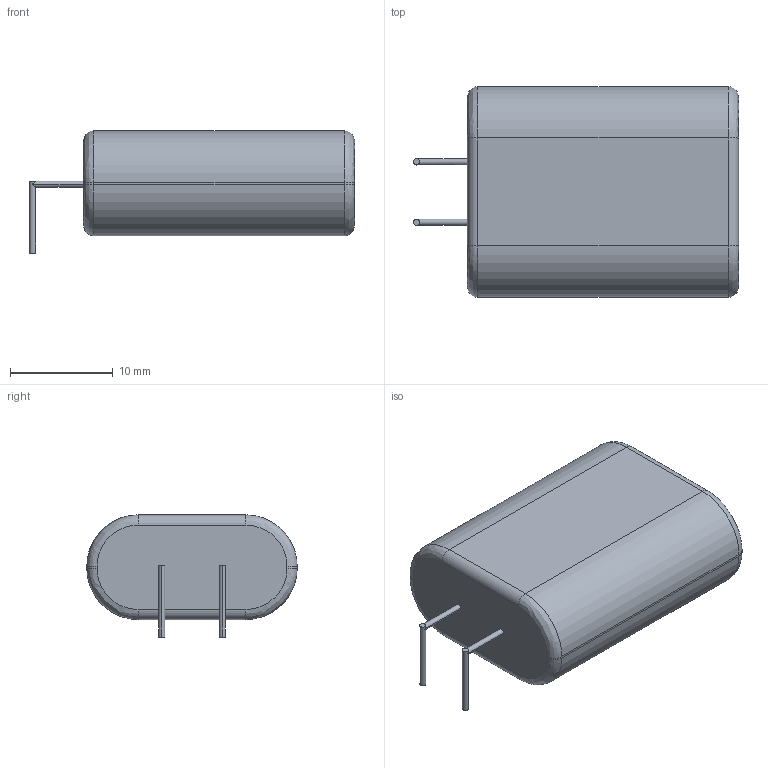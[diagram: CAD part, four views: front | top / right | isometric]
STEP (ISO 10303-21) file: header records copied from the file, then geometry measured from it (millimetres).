
FILE_DESCRIPTION(('FreeCAD Model'),'2;1');
FILE_NAME('Open CASCADE Shape Model','2024-03-22T01:41:07',(''),(''), 'Open CASCADE STEP processor 7.6','FreeCAD','Unknown');
FILE_SCHEMA(('AUTOMOTIVE_DESIGN { 1 0 10303 214 1 1 1 1 }'));
Length unit declared in the file: millimetre
Products named in the file (1): Battery_Supercap_5v_5F
Bounding box: 31.66 x 20.5 x 11.9 mm (x, y, z)
Volume: 4938.4 mm3; surface area: 1767.7 mm2
Topology: 1 solids, 1 shells, 38 faces, 84 edges, 50 vertices
Faces by surface type: cylinder 20, plane 10, bspline 8
Entity records: 1217 total; most frequent: CARTESIAN_POINT 391, ORIENTED_EDGE 168, DIRECTION 166, EDGE_CURVE 84, AXIS2_PLACEMENT_3D 67, VERTEX_POINT 50, FACE_BOUND 40, EDGE_LOOP 40
